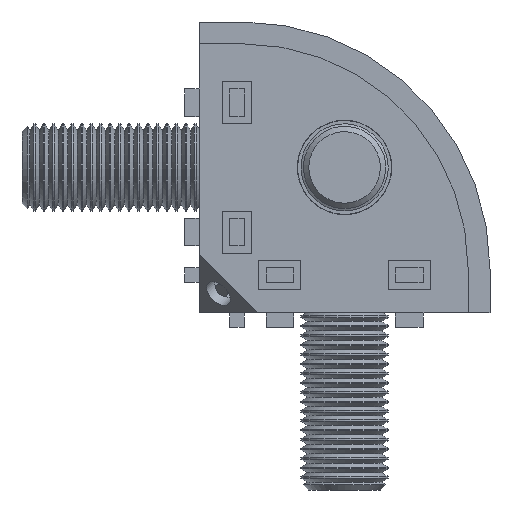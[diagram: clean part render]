
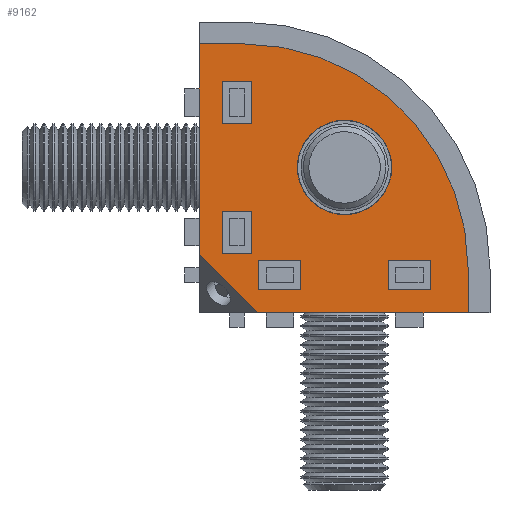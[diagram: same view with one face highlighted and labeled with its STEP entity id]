
A CAD part, front view. The second image highlights one B-rep face of the part: STEP entity #9162.
In plain terms, the highlighted planar face has unit normal (0, -1, 0).
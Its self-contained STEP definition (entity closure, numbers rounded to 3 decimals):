
#36=FACE_BOUND('',#1101,.T.);
#37=FACE_BOUND('',#1102,.T.);
#38=FACE_BOUND('',#1103,.T.);
#39=FACE_BOUND('',#1104,.T.);
#40=FACE_BOUND('',#1105,.T.);
#78=PLANE('',#9760);
#548=FACE_OUTER_BOUND('',#1100,.T.);
#1100=EDGE_LOOP('',(#6321,#6322,#6323,#6324,#6325,#6326));
#1101=EDGE_LOOP('',(#6327));
#1102=EDGE_LOOP('',(#6328,#6329,#6330,#6331));
#1103=EDGE_LOOP('',(#6332,#6333,#6334,#6335));
#1104=EDGE_LOOP('',(#6336,#6337,#6338,#6339));
#1105=EDGE_LOOP('',(#6340,#6341,#6342,#6343));
#1687=CIRCLE('',#9743,3.25);
#1700=CIRCLE('',#9761,15.5);
#2136=LINE('',#13713,#3044);
#2159=LINE('',#13769,#3067);
#2160=LINE('',#13771,#3068);
#2161=LINE('',#13773,#3069);
#2162=LINE('',#13776,#3070);
#2163=LINE('',#13779,#3071);
#2164=LINE('',#13781,#3072);
#2165=LINE('',#13783,#3073);
#2166=LINE('',#13784,#3074);
#2167=LINE('',#13787,#3075);
#2168=LINE('',#13789,#3076);
#2169=LINE('',#13791,#3077);
#2170=LINE('',#13792,#3078);
#2171=LINE('',#13795,#3079);
#2172=LINE('',#13797,#3080);
#2173=LINE('',#13799,#3081);
#2174=LINE('',#13800,#3082);
#2175=LINE('',#13803,#3083);
#2176=LINE('',#13805,#3084);
#2177=LINE('',#13807,#3085);
#2178=LINE('',#13808,#3086);
#3044=VECTOR('',#10796,1000.);
#3067=VECTOR('',#10831,1000.);
#3068=VECTOR('',#10832,1000.);
#3069=VECTOR('',#10833,1000.);
#3070=VECTOR('',#10836,1000.);
#3071=VECTOR('',#10837,1000.);
#3072=VECTOR('',#10838,1000.);
#3073=VECTOR('',#10839,1000.);
#3074=VECTOR('',#10840,1000.);
#3075=VECTOR('',#10841,1000.);
#3076=VECTOR('',#10842,1000.);
#3077=VECTOR('',#10843,1000.);
#3078=VECTOR('',#10844,1000.);
#3079=VECTOR('',#10845,1000.);
#3080=VECTOR('',#10846,1000.);
#3081=VECTOR('',#10847,1000.);
#3082=VECTOR('',#10848,1000.);
#3083=VECTOR('',#10849,1000.);
#3084=VECTOR('',#10850,1000.);
#3085=VECTOR('',#10851,1000.);
#3086=VECTOR('',#10852,1000.);
#3960=VERTEX_POINT('',#13665);
#3972=VERTEX_POINT('',#13710);
#3973=VERTEX_POINT('',#13712);
#4000=VERTEX_POINT('',#13768);
#4001=VERTEX_POINT('',#13770);
#4002=VERTEX_POINT('',#13772);
#4003=VERTEX_POINT('',#13774);
#4004=VERTEX_POINT('',#13777);
#4005=VERTEX_POINT('',#13778);
#4006=VERTEX_POINT('',#13780);
#4007=VERTEX_POINT('',#13782);
#4008=VERTEX_POINT('',#13785);
#4009=VERTEX_POINT('',#13786);
#4010=VERTEX_POINT('',#13788);
#4011=VERTEX_POINT('',#13790);
#4012=VERTEX_POINT('',#13793);
#4013=VERTEX_POINT('',#13794);
#4014=VERTEX_POINT('',#13796);
#4015=VERTEX_POINT('',#13798);
#4016=VERTEX_POINT('',#13801);
#4017=VERTEX_POINT('',#13802);
#4018=VERTEX_POINT('',#13804);
#4019=VERTEX_POINT('',#13806);
#4866=EDGE_CURVE('',#3960,#3960,#1687,.T.);
#4882=EDGE_CURVE('',#3972,#3973,#2136,.T.);
#4910=EDGE_CURVE('',#4000,#3972,#2159,.T.);
#4911=EDGE_CURVE('',#4000,#4001,#2160,.T.);
#4912=EDGE_CURVE('',#4001,#4002,#2161,.T.);
#4913=EDGE_CURVE('',#4002,#4003,#1700,.T.);
#4914=EDGE_CURVE('',#3973,#4003,#2162,.T.);
#4915=EDGE_CURVE('',#4004,#4005,#2163,.T.);
#4916=EDGE_CURVE('',#4006,#4004,#2164,.T.);
#4917=EDGE_CURVE('',#4007,#4006,#2165,.T.);
#4918=EDGE_CURVE('',#4005,#4007,#2166,.T.);
#4919=EDGE_CURVE('',#4008,#4009,#2167,.T.);
#4920=EDGE_CURVE('',#4010,#4008,#2168,.T.);
#4921=EDGE_CURVE('',#4011,#4010,#2169,.T.);
#4922=EDGE_CURVE('',#4009,#4011,#2170,.T.);
#4923=EDGE_CURVE('',#4012,#4013,#2171,.T.);
#4924=EDGE_CURVE('',#4014,#4012,#2172,.T.);
#4925=EDGE_CURVE('',#4015,#4014,#2173,.T.);
#4926=EDGE_CURVE('',#4013,#4015,#2174,.T.);
#4927=EDGE_CURVE('',#4016,#4017,#2175,.T.);
#4928=EDGE_CURVE('',#4018,#4016,#2176,.T.);
#4929=EDGE_CURVE('',#4019,#4018,#2177,.T.);
#4930=EDGE_CURVE('',#4017,#4019,#2178,.T.);
#6321=ORIENTED_EDGE('',*,*,#4882,.F.);
#6322=ORIENTED_EDGE('',*,*,#4910,.F.);
#6323=ORIENTED_EDGE('',*,*,#4911,.T.);
#6324=ORIENTED_EDGE('',*,*,#4912,.T.);
#6325=ORIENTED_EDGE('',*,*,#4913,.T.);
#6326=ORIENTED_EDGE('',*,*,#4914,.F.);
#6327=ORIENTED_EDGE('',*,*,#4866,.F.);
#6328=ORIENTED_EDGE('',*,*,#4915,.F.);
#6329=ORIENTED_EDGE('',*,*,#4916,.F.);
#6330=ORIENTED_EDGE('',*,*,#4917,.F.);
#6331=ORIENTED_EDGE('',*,*,#4918,.F.);
#6332=ORIENTED_EDGE('',*,*,#4919,.F.);
#6333=ORIENTED_EDGE('',*,*,#4920,.F.);
#6334=ORIENTED_EDGE('',*,*,#4921,.F.);
#6335=ORIENTED_EDGE('',*,*,#4922,.F.);
#6336=ORIENTED_EDGE('',*,*,#4923,.F.);
#6337=ORIENTED_EDGE('',*,*,#4924,.F.);
#6338=ORIENTED_EDGE('',*,*,#4925,.F.);
#6339=ORIENTED_EDGE('',*,*,#4926,.F.);
#6340=ORIENTED_EDGE('',*,*,#4927,.F.);
#6341=ORIENTED_EDGE('',*,*,#4928,.F.);
#6342=ORIENTED_EDGE('',*,*,#4929,.F.);
#6343=ORIENTED_EDGE('',*,*,#4930,.F.);
#9162=ADVANCED_FACE('',(#548,#36,#37,#38,#39,#40),#78,.T.);
#9743=AXIS2_PLACEMENT_3D('',#13666,#10766,#10767);
#9760=AXIS2_PLACEMENT_3D('',#13767,#10829,#10830);
#9761=AXIS2_PLACEMENT_3D('',#13775,#10834,#10835);
#10766=DIRECTION('center_axis',(0.,-1.,0.));
#10767=DIRECTION('ref_axis',(0.,0.,-1.));
#10796=DIRECTION('',(0.,0.,1.));
#10829=DIRECTION('center_axis',(0.,-1.,0.));
#10830=DIRECTION('ref_axis',(0.,0.,-1.));
#10831=DIRECTION('',(-0.707,0.,0.707));
#10832=DIRECTION('',(1.,0.,0.));
#10833=DIRECTION('',(0.,0.,1.));
#10834=DIRECTION('center_axis',(0.,-1.,0.));
#10835=DIRECTION('ref_axis',(-1.,0.,0.));
#10836=DIRECTION('',(1.,0.,0.));
#10837=DIRECTION('',(0.,0.,-1.));
#10838=DIRECTION('',(-1.,0.,0.));
#10839=DIRECTION('',(0.,0.,1.));
#10840=DIRECTION('',(1.,0.,0.));
#10841=DIRECTION('',(0.,0.,-1.));
#10842=DIRECTION('',(-1.,0.,0.));
#10843=DIRECTION('',(0.,0.,1.));
#10844=DIRECTION('',(1.,0.,0.));
#10845=DIRECTION('',(0.,0.,-1.));
#10846=DIRECTION('',(-1.,0.,0.));
#10847=DIRECTION('',(0.,0.,1.));
#10848=DIRECTION('',(1.,0.,0.));
#10849=DIRECTION('',(0.,0.,-1.));
#10850=DIRECTION('',(-1.,0.,0.));
#10851=DIRECTION('',(0.,0.,1.));
#10852=DIRECTION('',(1.,0.,0.));
#13665=CARTESIAN_POINT('',(1.755,-9.924,-2.));
#13666=CARTESIAN_POINT('Origin',(1.755,-9.924,1.25));
#13710=CARTESIAN_POINT('',(-8.245,-9.924,-4.75));
#13712=CARTESIAN_POINT('',(-8.245,-9.924,9.75));
#13713=CARTESIAN_POINT('',(-8.245,-9.924,-8.75));
#13767=CARTESIAN_POINT('Origin',(-8.245,-9.924,-8.75));
#13768=CARTESIAN_POINT('',(-4.245,-9.924,-8.75));
#13769=CARTESIAN_POINT('',(-4.245,-9.924,-8.75));
#13770=CARTESIAN_POINT('',(10.255,-9.924,-8.75));
#13771=CARTESIAN_POINT('',(-8.245,-9.924,-8.75));
#13772=CARTESIAN_POINT('',(10.255,-9.924,-5.75));
#13773=CARTESIAN_POINT('',(10.255,-9.924,-8.75));
#13774=CARTESIAN_POINT('',(-5.245,-9.924,9.75));
#13775=CARTESIAN_POINT('Origin',(-5.245,-9.924,-5.75));
#13776=CARTESIAN_POINT('',(-8.245,-9.924,9.75));
#13777=CARTESIAN_POINT('',(-4.145,-9.924,-5.15));
#13778=CARTESIAN_POINT('',(-4.145,-9.924,-7.15));
#13779=CARTESIAN_POINT('',(-4.145,-9.924,-5.15));
#13780=CARTESIAN_POINT('',(-1.245,-9.924,-5.15));
#13781=CARTESIAN_POINT('',(-4.145,-9.924,-5.15));
#13782=CARTESIAN_POINT('',(-1.245,-9.924,-7.15));
#13783=CARTESIAN_POINT('',(-1.245,-9.924,-5.15));
#13784=CARTESIAN_POINT('',(-4.145,-9.924,-7.15));
#13785=CARTESIAN_POINT('',(4.755,-9.924,-5.15));
#13786=CARTESIAN_POINT('',(4.755,-9.924,-7.15));
#13787=CARTESIAN_POINT('',(4.755,-9.924,-5.15));
#13788=CARTESIAN_POINT('',(7.655,-9.924,-5.15));
#13789=CARTESIAN_POINT('',(4.755,-9.924,-5.15));
#13790=CARTESIAN_POINT('',(7.655,-9.924,-7.15));
#13791=CARTESIAN_POINT('',(7.655,-9.924,-5.15));
#13792=CARTESIAN_POINT('',(4.755,-9.924,-7.15));
#13793=CARTESIAN_POINT('',(-6.645,-9.924,-1.75));
#13794=CARTESIAN_POINT('',(-6.645,-9.924,-4.65));
#13795=CARTESIAN_POINT('',(-6.645,-9.924,-1.75));
#13796=CARTESIAN_POINT('',(-4.645,-9.924,-1.75));
#13797=CARTESIAN_POINT('',(-6.645,-9.924,-1.75));
#13798=CARTESIAN_POINT('',(-4.645,-9.924,-4.65));
#13799=CARTESIAN_POINT('',(-4.645,-9.924,-1.75));
#13800=CARTESIAN_POINT('',(-6.645,-9.924,-4.65));
#13801=CARTESIAN_POINT('',(-6.645,-9.924,7.15));
#13802=CARTESIAN_POINT('',(-6.645,-9.924,4.25));
#13803=CARTESIAN_POINT('',(-6.645,-9.924,7.15));
#13804=CARTESIAN_POINT('',(-4.645,-9.924,7.15));
#13805=CARTESIAN_POINT('',(-6.645,-9.924,7.15));
#13806=CARTESIAN_POINT('',(-4.645,-9.924,4.25));
#13807=CARTESIAN_POINT('',(-4.645,-9.924,7.15));
#13808=CARTESIAN_POINT('',(-6.645,-9.924,4.25));
